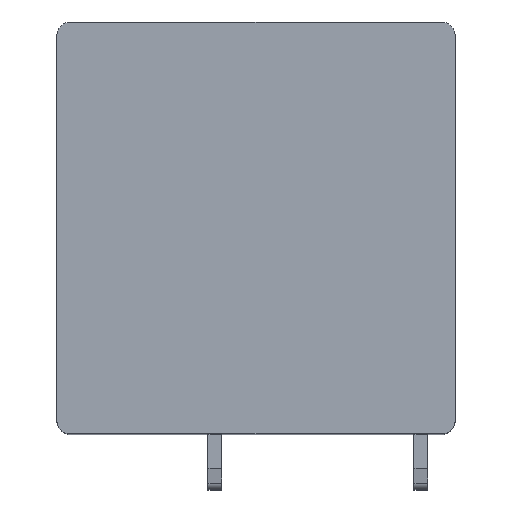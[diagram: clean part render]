
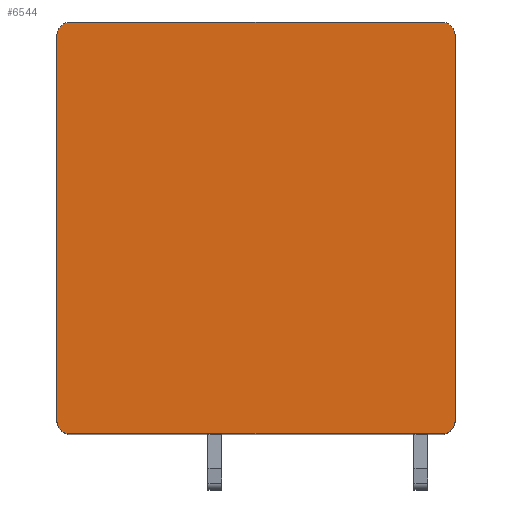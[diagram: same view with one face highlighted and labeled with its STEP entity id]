
A CAD part, top view. The second image highlights one B-rep face of the part: STEP entity #6544.
In plain terms, the highlighted planar face has unit normal (0, 0, 1).
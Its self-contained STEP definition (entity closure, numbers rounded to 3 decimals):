
#2073=CARTESIAN_POINT('',(-13.5,14.,25.));
#2074=DIRECTION('',(0.,0.,1.));
#2075=DIRECTION('',(0.,1.,0.));
#2076=AXIS2_PLACEMENT_3D('',#2073,#2074,#2075);
#2078=DIRECTION('',(-1.,0.,0.));
#2079=VECTOR('',#2078,27.);
#2080=CARTESIAN_POINT('',(13.5,15.,25.));
#2081=LINE('',#2080,#2079);
#2082=CARTESIAN_POINT('',(13.5,14.,25.));
#2083=DIRECTION('',(0.,0.,1.));
#2084=DIRECTION('',(1.,0.,0.));
#2085=AXIS2_PLACEMENT_3D('',#2082,#2083,#2084);
#2087=DIRECTION('',(0.,1.,0.));
#2088=VECTOR('',#2087,28.);
#2089=CARTESIAN_POINT('',(14.5,-14.,25.));
#2090=LINE('',#2089,#2088);
#2091=CARTESIAN_POINT('',(13.5,-14.,25.));
#2092=DIRECTION('',(0.,0.,1.));
#2093=DIRECTION('',(0.,-1.,0.));
#2094=AXIS2_PLACEMENT_3D('',#2091,#2092,#2093);
#2096=DIRECTION('',(1.,0.,0.));
#2097=VECTOR('',#2096,27.);
#2098=CARTESIAN_POINT('',(-13.5,-15.,25.));
#2099=LINE('',#2098,#2097);
#2100=CARTESIAN_POINT('',(-13.5,-14.,25.));
#2101=DIRECTION('',(0.,0.,1.));
#2102=DIRECTION('',(-1.,0.,0.));
#2103=AXIS2_PLACEMENT_3D('',#2100,#2101,#2102);
#2105=DIRECTION('',(0.,-1.,0.));
#2106=VECTOR('',#2105,28.);
#2107=CARTESIAN_POINT('',(-14.5,14.,25.));
#2108=LINE('',#2107,#2106);
#3458=CARTESIAN_POINT('',(-13.5,15.,25.));
#3459=VERTEX_POINT('',#3458);
#3460=CARTESIAN_POINT('',(-14.5,14.,25.));
#3461=VERTEX_POINT('',#3460);
#3466=CARTESIAN_POINT('',(14.5,14.,25.));
#3467=VERTEX_POINT('',#3466);
#3468=CARTESIAN_POINT('',(13.5,15.,25.));
#3469=VERTEX_POINT('',#3468);
#3474=CARTESIAN_POINT('',(-14.5,-14.,25.));
#3475=VERTEX_POINT('',#3474);
#3476=CARTESIAN_POINT('',(-13.5,-15.,25.));
#3477=VERTEX_POINT('',#3476);
#3482=CARTESIAN_POINT('',(13.5,-15.,25.));
#3483=VERTEX_POINT('',#3482);
#3484=CARTESIAN_POINT('',(14.5,-14.,25.));
#3485=VERTEX_POINT('',#3484);
#6529=CARTESIAN_POINT('',(0.,0.,25.));
#6530=DIRECTION('',(0.,0.,1.));
#6531=DIRECTION('',(1.,0.,0.));
#6532=AXIS2_PLACEMENT_3D('',#6529,#6530,#6531);
#6533=PLANE('',#6532);
#6534=ORIENTED_EDGE('',*,*,#3554,.F.);
#6535=ORIENTED_EDGE('',*,*,#3570,.F.);
#6536=ORIENTED_EDGE('',*,*,#3817,.F.);
#6537=ORIENTED_EDGE('',*,*,#3832,.F.);
#6538=ORIENTED_EDGE('',*,*,#3845,.F.);
#6539=ORIENTED_EDGE('',*,*,#3858,.F.);
#6540=ORIENTED_EDGE('',*,*,#5889,.F.);
#6541=ORIENTED_EDGE('',*,*,#5901,.F.);
#6542=EDGE_LOOP('',(#6534,#6535,#6536,#6537,#6538,#6539,#6540,#6541));
#6543=FACE_OUTER_BOUND('',#6542,.F.);
#2077=CIRCLE('',#2076,1.);
#2086=CIRCLE('',#2085,1.);
#2095=CIRCLE('',#2094,1.);
#2104=CIRCLE('',#2103,1.);
#3554=EDGE_CURVE('',#3459,#3461,#2077,.T.);
#3570=EDGE_CURVE('',#3469,#3459,#2081,.T.);
#3817=EDGE_CURVE('',#3467,#3469,#2086,.T.);
#3832=EDGE_CURVE('',#3485,#3467,#2090,.T.);
#3845=EDGE_CURVE('',#3483,#3485,#2095,.T.);
#3858=EDGE_CURVE('',#3477,#3483,#2099,.T.);
#5889=EDGE_CURVE('',#3475,#3477,#2104,.T.);
#5901=EDGE_CURVE('',#3461,#3475,#2108,.T.);
#6544=ADVANCED_FACE('',(#6543),#6533,.T.);
